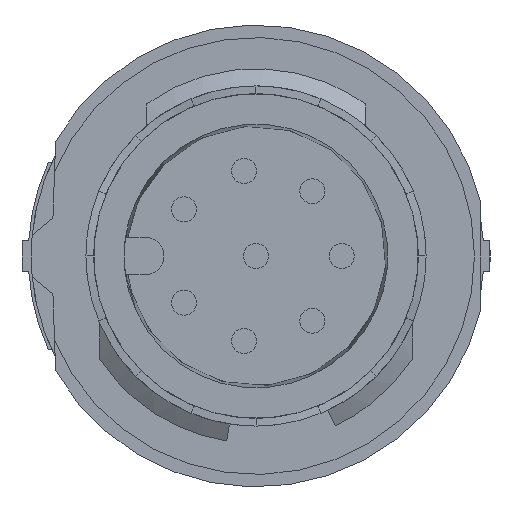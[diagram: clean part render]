
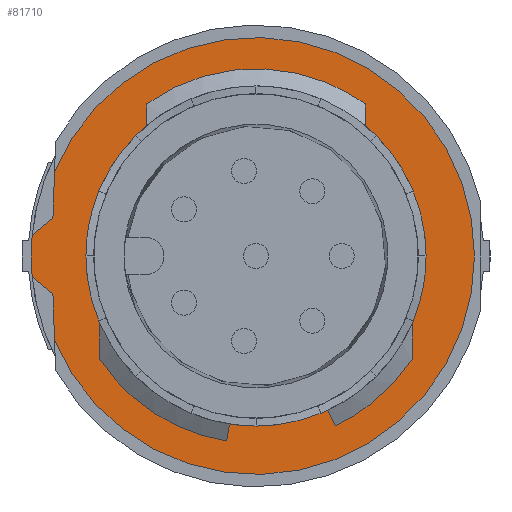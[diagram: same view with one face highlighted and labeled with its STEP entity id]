
A CAD part, left-side view. The second image highlights one B-rep face of the part: STEP entity #81710.
In plain terms, the highlighted planar face has unit normal (-1, 0, 0).
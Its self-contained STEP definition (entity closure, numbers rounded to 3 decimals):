
#78570=CARTESIAN_POINT('',(-37.678,7.2,
0.));
#78580=VERTEX_POINT('',#78570);
#78610=CARTESIAN_POINT('',(-37.678,0.,
0.));
#78620=DIRECTION('',(1.,0.,0.));
#78630=DIRECTION('',(0.,1.,0.));
#78640=AXIS2_PLACEMENT_3D('',#78610,#78620,#78630);
#78650=CIRCLE('',#78640,7.2);
#78660=CARTESIAN_POINT('',(-37.678,7.168,
-0.675));
#78670=VERTEX_POINT('',#78660);
#78680=EDGE_CURVE('',#78670,#78580,#78650,.T.);
#79570=CARTESIAN_POINT('',(-37.678,-6.975,
-12.128));
#79580=DIRECTION('',(0.,0.777,
0.629));
#79590=VECTOR('',#79580,1.);
#79600=LINE('',#79570,#79590);
#79610=CARTESIAN_POINT('',(-37.678,6.507,
-1.21));
#79620=VERTEX_POINT('',#79610);
#79630=EDGE_CURVE('',#79620,#78670,#79600,.T.);
#79900=CARTESIAN_POINT('',(-37.678,6.55,
0.));
#79910=DIRECTION('',(0.,0.035,
0.999));
#79920=VECTOR('',#79910,1.);
#79930=LINE('',#79900,#79920);
#79940=CARTESIAN_POINT('',(-37.678,6.455,
-2.708));
#79950=VERTEX_POINT('',#79940);
#79960=EDGE_CURVE('',#79950,#79620,#79930,.T.);
#81010=CARTESIAN_POINT('',(-37.678,0.,
0.));
#81020=DIRECTION('',(-1.,0.,0.));
#81030=DIRECTION('',(0.,0.,-1.));
#81040=AXIS2_PLACEMENT_3D('',#81010,#81020,#81030);
#81050=CIRCLE('',#81040,7.);
#81060=CARTESIAN_POINT('',(-37.678,6.455,
2.708));
#81070=VERTEX_POINT('',#81060);
#81080=EDGE_CURVE('',#79950,#81070,#81050,.T.);
#81270=CARTESIAN_POINT('',(-37.678,-6.225,
0.));
#81280=DIRECTION('',(-1.,0.,0.));
#81290=DIRECTION('',(0.,0.,-1.));
#81300=AXIS2_PLACEMENT_3D('',#81270,#81280,#81290);
#81310=PLANE('',#81300);
#81320=CARTESIAN_POINT('',(-37.678,0.,
0.));
#81330=DIRECTION('',(1.,0.,0.));
#81340=DIRECTION('',(0.,0.966,
0.259));
#81350=AXIS2_PLACEMENT_3D('',#81320,#81330,#81340);
#81360=CIRCLE('',#81350,5.45);
#81370=CARTESIAN_POINT('',(-37.678,5.264,
1.411));
#81380=VERTEX_POINT('',#81370);
#81390=CARTESIAN_POINT('',(-37.678,-5.264,
-1.411));
#81400=VERTEX_POINT('',#81390);
#81410=EDGE_CURVE('',#81380,#81400,#81360,.T.);
#81420=ORIENTED_EDGE('',*,*,#81410,.T.);
#81430=EDGE_CURVE('',#81400,#81380,#81360,.T.);
#81440=ORIENTED_EDGE('',*,*,#81430,.T.);
#81450=EDGE_LOOP('',(#81440,#81420));
#81460=FACE_BOUND('',#81450,.T.);
#81470=CARTESIAN_POINT('',(-37.678,-6.975,
12.128));
#81480=DIRECTION('',(0.,-0.777,
0.629));
#81490=VECTOR('',#81480,1.);
#81500=LINE('',#81470,#81490);
#81510=CARTESIAN_POINT('',(-37.678,7.168,
0.675));
#81520=VERTEX_POINT('',#81510);
#81530=CARTESIAN_POINT('',(-37.678,6.507,
1.21));
#81540=VERTEX_POINT('',#81530);
#81550=EDGE_CURVE('',#81520,#81540,#81500,.T.);
#81560=ORIENTED_EDGE('',*,*,#81550,.F.);
#81570=CARTESIAN_POINT('',(-37.678,6.55,
0.));
#81580=DIRECTION('',(0.,-0.035,
0.999));
#81590=VECTOR('',#81580,1.);
#81600=LINE('',#81570,#81590);
#81610=EDGE_CURVE('',#81540,#81070,#81600,.T.);
#81620=ORIENTED_EDGE('',*,*,#81610,.F.);
#81630=ORIENTED_EDGE('',*,*,#81080,.T.);
#81640=ORIENTED_EDGE('',*,*,#79960,.F.);
#81650=ORIENTED_EDGE('',*,*,#79630,.F.);
#81660=ORIENTED_EDGE('',*,*,#78680,.F.);
#81670=EDGE_CURVE('',#78580,#81520,#78650,.T.);
#81680=ORIENTED_EDGE('',*,*,#81670,.F.);
#81690=EDGE_LOOP('',(#81680,#81660,#81650,#81640,#81630,#81620,#81560));
#81700=FACE_OUTER_BOUND('',#81690,.T.);
#81710=ADVANCED_FACE('',(#81460,#81700),#81310,.T.);
